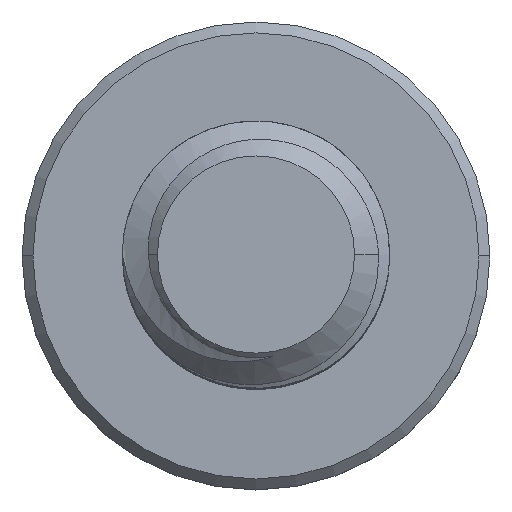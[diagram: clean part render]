
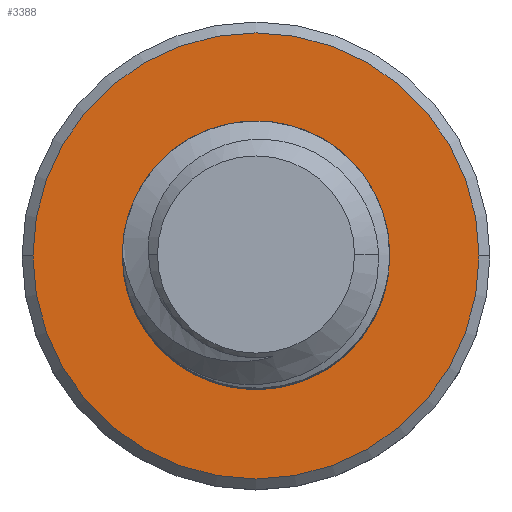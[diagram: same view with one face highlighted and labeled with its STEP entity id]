
A CAD part, top view. The second image highlights one B-rep face of the part: STEP entity #3388.
In plain terms, the highlighted planar face has unit normal (0, 0, 1).
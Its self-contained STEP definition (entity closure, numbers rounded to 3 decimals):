
#51 = DIRECTION ( 'NONE',  ( 0., 0., 1. ) ) ;
#152 = AXIS2_PLACEMENT_3D ( 'NONE', #853, #4438, #4159 ) ;
#162 = ORIENTED_EDGE ( 'NONE', *, *, #165, .F. ) ;
#165 = EDGE_CURVE ( 'NONE', #3875, #2217, #3483, .T. ) ;
#332 = VERTEX_POINT ( 'NONE', #1862 ) ;
#398 = ORIENTED_EDGE ( 'NONE', *, *, #869, .T. ) ;
#448 = AXIS2_PLACEMENT_3D ( 'NONE', #660, #3195, #2162 ) ;
#455 = CIRCLE ( 'NONE', #4082, 3.338 ) ;
#660 = CARTESIAN_POINT ( 'NONE',  ( 0., 0., -5.35 ) ) ;
#853 = CARTESIAN_POINT ( 'NONE',  ( 0., 0., -5.35 ) ) ;
#869 = EDGE_CURVE ( 'NONE', #2931, #332, #3318, .T. ) ;
#1096 = DIRECTION ( 'NONE',  ( 0., 0., 1. ) ) ;
#1131 = CARTESIAN_POINT ( 'NONE',  ( 3.338, 0., -5.35 ) ) ;
#1833 = DIRECTION ( 'NONE',  ( 1., 0., 0. ) ) ;
#1862 = CARTESIAN_POINT ( 'NONE',  ( -3.338, 0., -5.35 ) ) ;
#2162 = DIRECTION ( 'NONE',  ( 1., 0., 0. ) ) ;
#2217 = VERTEX_POINT ( 'NONE', #3397 ) ;
#2328 = ORIENTED_EDGE ( 'NONE', *, *, #2701, .T. ) ;
#2352 = CIRCLE ( 'NONE', #448, 2. ) ;
#2357 = FACE_BOUND ( 'NONE', #2779, .T. ) ;
#2701 = EDGE_CURVE ( 'NONE', #332, #2931, #455, .T. ) ;
#2779 = EDGE_LOOP ( 'NONE', ( #3300, #162 ) ) ;
#2931 = VERTEX_POINT ( 'NONE', #1131 ) ;
#3035 = EDGE_LOOP ( 'NONE', ( #2328, #398 ) ) ;
#3139 = AXIS2_PLACEMENT_3D ( 'NONE', #4009, #1096, #1833 ) ;
#3195 = DIRECTION ( 'NONE',  ( 0., 0., 1. ) ) ;
#3254 = AXIS2_PLACEMENT_3D ( 'NONE', #3726, #51, #4426 ) ;
#3300 = ORIENTED_EDGE ( 'NONE', *, *, #4140, .F. ) ;
#3318 = CIRCLE ( 'NONE', #3254, 3.338 ) ;
#3378 = DIRECTION ( 'NONE',  ( 0., 0., 1. ) ) ;
#3388 = ADVANCED_FACE ( 'NONE', ( #2357, #4042 ), #4353, .T. ) ;
#3397 = CARTESIAN_POINT ( 'NONE',  ( -2., 0., -5.35 ) ) ;
#3483 = CIRCLE ( 'NONE', #152, 2. ) ;
#3726 = CARTESIAN_POINT ( 'NONE',  ( 0., 0., -5.35 ) ) ;
#3739 = DIRECTION ( 'NONE',  ( 1., 0., 0. ) ) ;
#3854 = CARTESIAN_POINT ( 'NONE',  ( 2., 0., -5.35 ) ) ;
#3875 = VERTEX_POINT ( 'NONE', #3854 ) ;
#4009 = CARTESIAN_POINT ( 'NONE',  ( 3.338, 0., -5.35 ) ) ;
#4042 = FACE_OUTER_BOUND ( 'NONE', #3035, .T. ) ;
#4082 = AXIS2_PLACEMENT_3D ( 'NONE', #4113, #3378, #3739 ) ;
#4113 = CARTESIAN_POINT ( 'NONE',  ( 0., 0., -5.35 ) ) ;
#4140 = EDGE_CURVE ( 'NONE', #2217, #3875, #2352, .T. ) ;
#4159 = DIRECTION ( 'NONE',  ( 1., 0., 0. ) ) ;
#4353 = PLANE ( 'NONE',  #3139 ) ;
#4426 = DIRECTION ( 'NONE',  ( 1., 0., 0. ) ) ;
#4438 = DIRECTION ( 'NONE',  ( 0., 0., 1. ) ) ;
